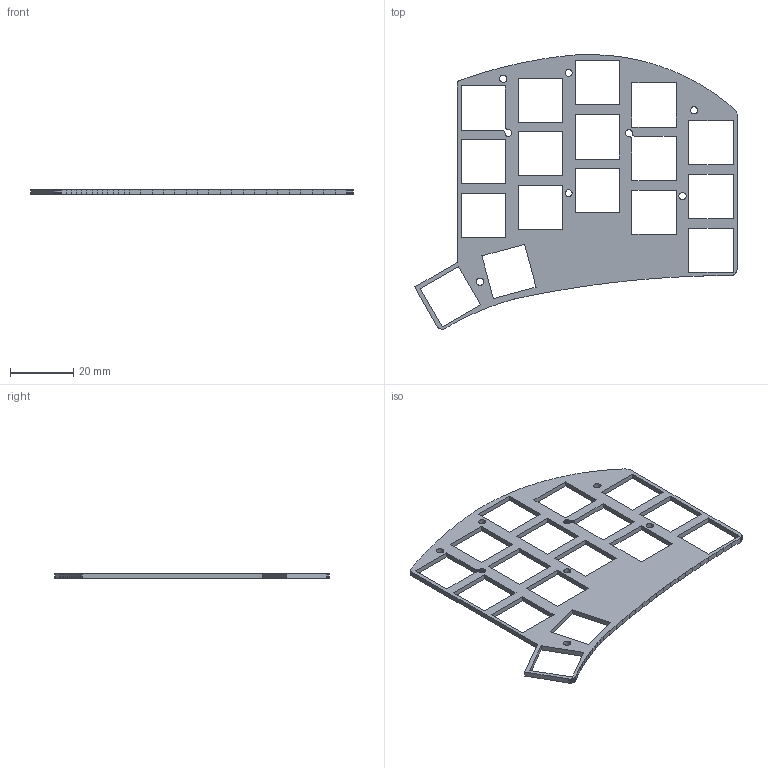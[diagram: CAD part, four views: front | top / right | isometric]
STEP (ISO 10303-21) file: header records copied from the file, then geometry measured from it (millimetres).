
FILE_DESCRIPTION(('KiCad electronic assembly'),'2;1');
FILE_NAME('sweeq plate tenting holes.STEP','2023-11-15T09:57:02',( 'Pcbnew'),('Kicad'),'Open CASCADE STEP processor 7.7', 'KiCad to STEP converter','Unknown');
FILE_SCHEMA(('AUTOMOTIVE_DESIGN { 1 0 10303 214 1 1 1 1 }'));
Length unit declared in the file: millimetre
Products named in the file (2): sweeq plate tenting holes 1; sweeq plate tenting holes PCB
Assembly tree (1 placements, depth 2):
  sweeq plate tenting holes 1
    sweeq plate tenting holes PCB
Bounding box: 102.02 x 86.86 x 1.58 mm (x, y, z)
Volume: 4689.9 mm3; surface area: 8048.3 mm2
Topology: 1 solids, 1 shells, 276 faces, 822 edges, 548 vertices
Faces by surface type: plane 270, cylinder 6
Full cylindrical faces by diameter (mm): 2.2 x2, 2.3 x4
Entity records: 19939 total; most frequent: CARTESIAN_POINT 3364, DIRECTION 3022, LINE 2442, VECTOR 2442, ORIENTED_EDGE 1644, PCURVE 1644, DEFINITIONAL_REPRESENTATION 1644, EDGE_CURVE 822
